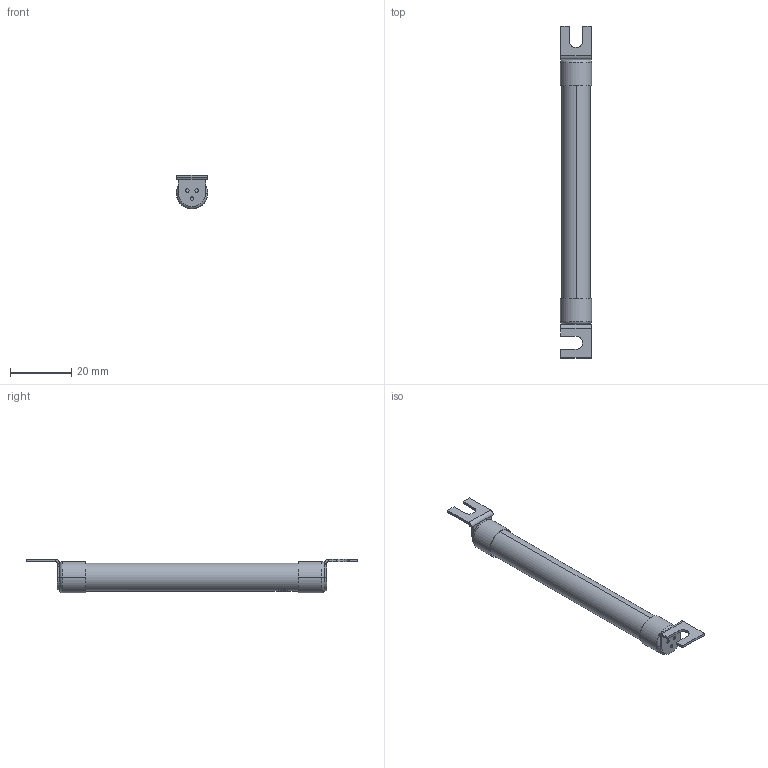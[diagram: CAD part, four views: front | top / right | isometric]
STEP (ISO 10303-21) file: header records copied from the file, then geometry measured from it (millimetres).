
FILE_DESCRIPTION((''),'2;1');
FILE_NAME('0000029067_ASM_1_ASM_1_ASM_1_1_ASM','2021-05-13T',('marketing.praksa'),('Audax d.o.o.'),'CREO PARAMETRIC BY PTC INC, 2017480','CREO PARAMETRIC BY PTC INC, 2017480','');
FILE_SCHEMA(('AUTOMOTIVE_DESIGN { 1 0 10303 214 1 1 1 1 }'));
Length unit declared in the file: millimetre
Products named in the file (10): 0000011142_1_1_1; 0000011142_1_1_1_1; 0000029059_1_1_1_1; BODY; PRT9552_1_1; PRT9552_1_2; PRT9552_1_3; PRT9552_1_ASM; 0000029060_1_1_1_1_2; 0000029067_ASM_1_ASM_1_ASM_1_1_ASM
Assembly tree (9 placements, depth 3):
  0000029067_ASM_1_ASM_1_ASM_1_1_ASM
    0000011142_1_1_1
    0000011142_1_1_1_1
    0000029059_1_1_1_1
    BODY
    PRT9552_1_ASM
      PRT9552_1_1
      PRT9552_1_2
      PRT9552_1_3
    0000029060_1_1_1_1_2
Bounding box: 10.2 x 108 x 11 mm (x, y, z)
Volume: 5969.4 mm3; surface area: 4565.6 mm2
Topology: 8 solids, 8 shells, 229 faces, 579 edges, 384 vertices
Faces by surface type: plane 104, cylinder 101, torus 20, cone 4
Entity records: 12535 total; most frequent: CARTESIAN_POINT 1685, DIRECTION 1166, ORIENTED_EDGE 1158, PRESENTATION_STYLE_ASSIGNMENT 816, STYLED_ITEM 816, CURVE_STYLE 579, EDGE_CURVE 579, AXIS2_PLACEMENT_3D 453
